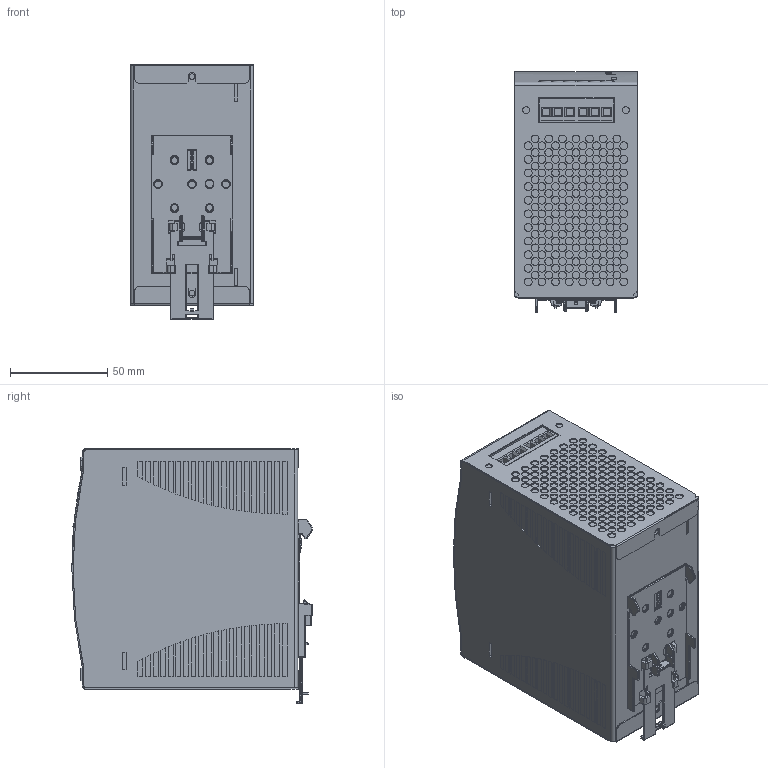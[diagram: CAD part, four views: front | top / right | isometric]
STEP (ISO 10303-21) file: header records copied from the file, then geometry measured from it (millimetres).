
FILE_DESCRIPTION((''),'2;1');
FILE_NAME('PRT0004','2017-11-27T',('rd13'),(''),'PRO/ENGINEER BY PARAMETRIC TECHNOLOGY CORPORATION, 2008230','PRO/ENGINEER BY PARAMETRIC TECHNOLOGY CORPORATION, 2008230','');
FILE_SCHEMA(('AUTOMOTIVE_DESIGN_CC2 { 1 2 10303 214 -1 1 5 2 }'));
Products named in the file (1): PRT0004
Bounding box: 63.2 x 123.5 x 130.9 mm (x, y, z)
Volume: 871921.1 mm3; surface area: 107980.1 mm2
Topology: 2 solids, 10 shells, 2367 faces, 6409 edges, 4094 vertices
Faces by surface type: cylinder 1169, plane 959, torus 89, bspline 74, extrusion 60, sphere 10, cone 6
Entity records: 84210 total; most frequent: CARTESIAN_POINT 18470, DIRECTION 13207, ORIENTED_EDGE 12784, EDGE_CURVE 6396, AXIS2_PLACEMENT_3D 4771, VERTEX_POINT 4094, VECTOR 3665, LINE 3605
